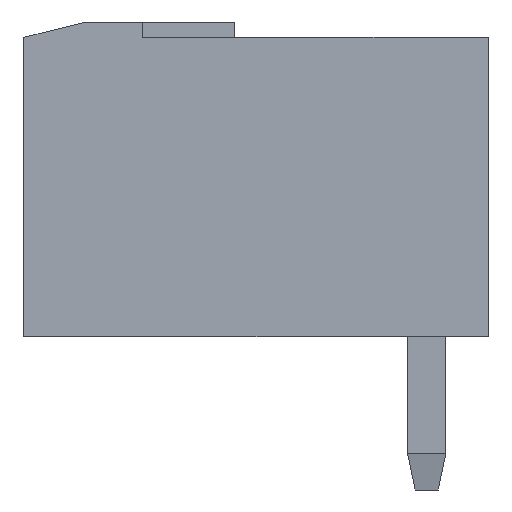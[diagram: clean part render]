
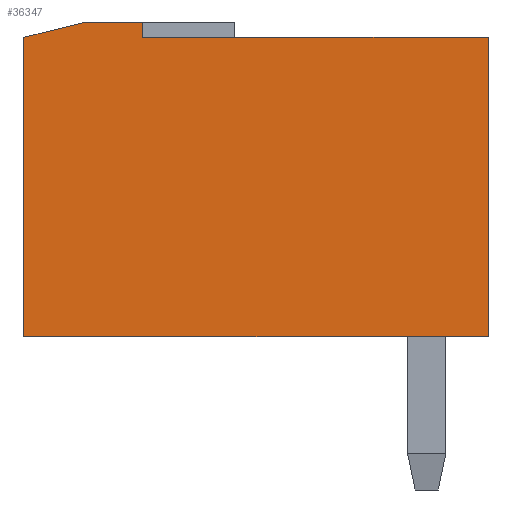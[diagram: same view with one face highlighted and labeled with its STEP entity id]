
A CAD part, left-side view. The second image highlights one B-rep face of the part: STEP entity #36347.
In plain terms, the highlighted planar face has unit normal (-1, 0, 0).
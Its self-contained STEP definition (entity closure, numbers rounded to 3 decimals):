
#500 = AXIS2_PLACEMENT_3D ( 'NONE', #17192, #2391, #35649 ) ;
#539 = CARTESIAN_POINT ( 'NONE',  ( -4.3, -8.907, 7.8 ) ) ;
#1573 = CARTESIAN_POINT ( 'NONE',  ( -4.3, 9., 7.8 ) ) ;
#1622 = VERTEX_POINT ( 'NONE', #26868 ) ;
#2391 = DIRECTION ( 'NONE',  ( -1., 0., 0. ) ) ;
#2401 = EDGE_LOOP ( 'NONE', ( #13427, #5027, #17499, #30291, #32996, #2532, #28946 ) ) ;
#2532 = ORIENTED_EDGE ( 'NONE', *, *, #20343, .T. ) ;
#2673 = CARTESIAN_POINT ( 'NONE',  ( -4.3, 9., 8.2 ) ) ;
#2936 = VECTOR ( 'NONE', #9864, 1000. ) ;
#4148 = LINE ( 'NONE', #539, #2936 ) ;
#4352 = EDGE_CURVE ( 'NONE', #5098, #24791, #20740, .T. ) ;
#5027 = ORIENTED_EDGE ( 'NONE', *, *, #37460, .T. ) ;
#5098 = VERTEX_POINT ( 'NONE', #32630 ) ;
#5625 = CARTESIAN_POINT ( 'NONE',  ( -4.3, 10.5, 8.2 ) ) ;
#7826 = CARTESIAN_POINT ( 'NONE',  ( -4.3, 9., 8.2 ) ) ;
#9077 = CARTESIAN_POINT ( 'NONE',  ( -4.3, 12.1, 0. ) ) ;
#9300 = LINE ( 'NONE', #9077, #22063 ) ;
#9329 = VERTEX_POINT ( 'NONE', #5625 ) ;
#9864 = DIRECTION ( 'NONE',  ( 0., 1., 0. ) ) ;
#11371 = CARTESIAN_POINT ( 'NONE',  ( -4.3, 0., 0. ) ) ;
#11407 = VECTOR ( 'NONE', #30962, 1000. ) ;
#12761 = DIRECTION ( 'NONE',  ( 0., 0., 1. ) ) ;
#12781 = VECTOR ( 'NONE', #16756, 1000. ) ;
#12957 = VERTEX_POINT ( 'NONE', #7826 ) ;
#13427 = ORIENTED_EDGE ( 'NONE', *, *, #4352, .F. ) ;
#14426 = VECTOR ( 'NONE', #30298, 1000. ) ;
#15315 = EDGE_CURVE ( 'NONE', #24791, #36591, #9300, .T. ) ;
#15474 = VERTEX_POINT ( 'NONE', #23556 ) ;
#16756 = DIRECTION ( 'NONE',  ( 0., 0., 1. ) ) ;
#17192 = CARTESIAN_POINT ( 'NONE',  ( -4.3, -8.907, 0. ) ) ;
#17499 = ORIENTED_EDGE ( 'NONE', *, *, #18837, .T. ) ;
#18082 = LINE ( 'NONE', #2673, #22425 ) ;
#18679 = VECTOR ( 'NONE', #20432, 1000. ) ;
#18837 = EDGE_CURVE ( 'NONE', #15474, #1622, #4148, .T. ) ;
#20343 = EDGE_CURVE ( 'NONE', #9329, #36591, #21608, .T. ) ;
#20432 = DIRECTION ( 'NONE',  ( 0., 0., 1. ) ) ;
#20740 = LINE ( 'NONE', #29879, #14426 ) ;
#21321 = CARTESIAN_POINT ( 'NONE',  ( -4.3, 12.1, 0. ) ) ;
#21608 = LINE ( 'NONE', #34035, #11407 ) ;
#22063 = VECTOR ( 'NONE', #12761, 1000. ) ;
#22425 = VECTOR ( 'NONE', #36725, 1000. ) ;
#23556 = CARTESIAN_POINT ( 'NONE',  ( -4.3, 0., 7.8 ) ) ;
#24791 = VERTEX_POINT ( 'NONE', #21321 ) ;
#26868 = CARTESIAN_POINT ( 'NONE',  ( -4.3, 9., 7.8 ) ) ;
#26881 = FACE_OUTER_BOUND ( 'NONE', #2401, .T. ) ;
#27908 = EDGE_CURVE ( 'NONE', #1622, #12957, #35039, .T. ) ;
#28748 = CARTESIAN_POINT ( 'NONE',  ( -4.3, 12.1, 7.8 ) ) ;
#28946 = ORIENTED_EDGE ( 'NONE', *, *, #15315, .F. ) ;
#29879 = CARTESIAN_POINT ( 'NONE',  ( -4.3, -8.907, 0. ) ) ;
#30133 = PLANE ( 'NONE',  #500 ) ;
#30185 = LINE ( 'NONE', #11371, #18679 ) ;
#30291 = ORIENTED_EDGE ( 'NONE', *, *, #27908, .T. ) ;
#30298 = DIRECTION ( 'NONE',  ( 0., 1., 0. ) ) ;
#30962 = DIRECTION ( 'NONE',  ( 0., 0.97, -0.243 ) ) ;
#32630 = CARTESIAN_POINT ( 'NONE',  ( -4.3, 0., 0. ) ) ;
#32996 = ORIENTED_EDGE ( 'NONE', *, *, #35797, .T. ) ;
#34035 = CARTESIAN_POINT ( 'NONE',  ( -4.3, 10.5, 8.2 ) ) ;
#35039 = LINE ( 'NONE', #1573, #12781 ) ;
#35649 = DIRECTION ( 'NONE',  ( 0., 0., 1. ) ) ;
#35797 = EDGE_CURVE ( 'NONE', #12957, #9329, #18082, .T. ) ;
#36347 = ADVANCED_FACE ( 'NONE', ( #26881 ), #30133, .T. ) ;
#36591 = VERTEX_POINT ( 'NONE', #28748 ) ;
#36725 = DIRECTION ( 'NONE',  ( 0., 1., 0. ) ) ;
#37460 = EDGE_CURVE ( 'NONE', #5098, #15474, #30185, .T. ) ;
